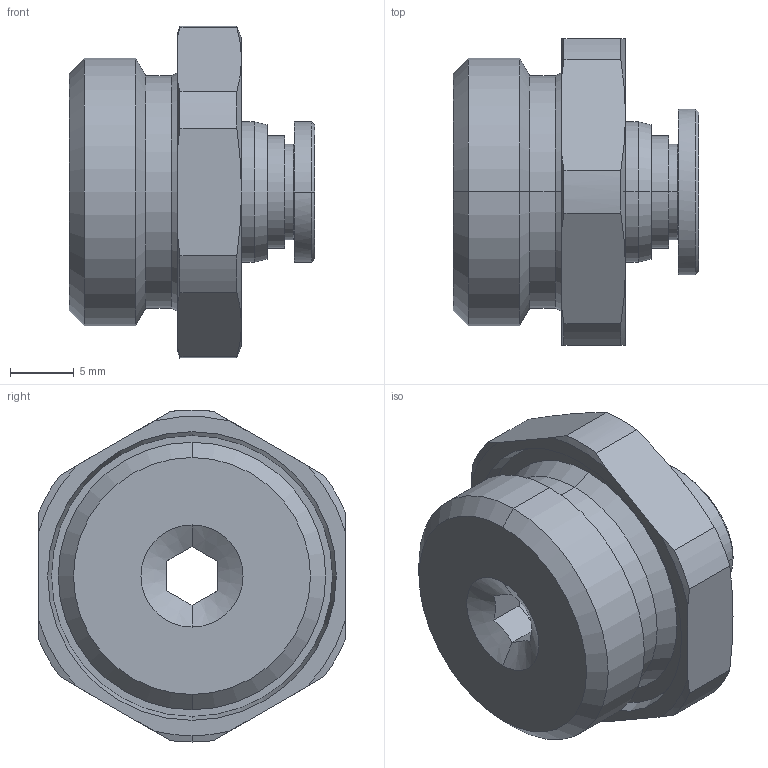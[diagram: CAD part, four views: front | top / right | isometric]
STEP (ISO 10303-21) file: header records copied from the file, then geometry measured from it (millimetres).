
FILE_DESCRIPTION (( 'STEP AP214' ), '1' );
FILE_NAME ('PC06-G04.stp', '2015-10-22T13:02:05', ( '' ), ( '' ), 'SwSTEP 2.0', 'SolidWorks 2015', '' );
FILE_SCHEMA (( 'AUTOMOTIVE_DESIGN' ));
Length unit declared in the file: millimetre
Products named in the file (2): PC06-G04; ｦ+ﾃｦ1
Assembly tree (1 placements, depth 2):
  PC06-G04
    ｦ+ﾃｦ1
Bounding box: 19.25 x 24 x 26 mm (x, y, z)
Volume: 4929.4 mm3; surface area: 2694.3 mm2
Topology: 1 solids, 1 shells, 273 faces, 737 edges, 483 vertices
Faces by surface type: plane 185, bspline 32, cylinder 28, cone 28
Entity records: 10386 total; most frequent: CARTESIAN_POINT 3107, ORIENTED_EDGE 1474, DIRECTION 1204, EDGE_CURVE 737, VECTOR 548, LINE 548, VERTEX_POINT 483, AXIS2_PLACEMENT_3D 328
